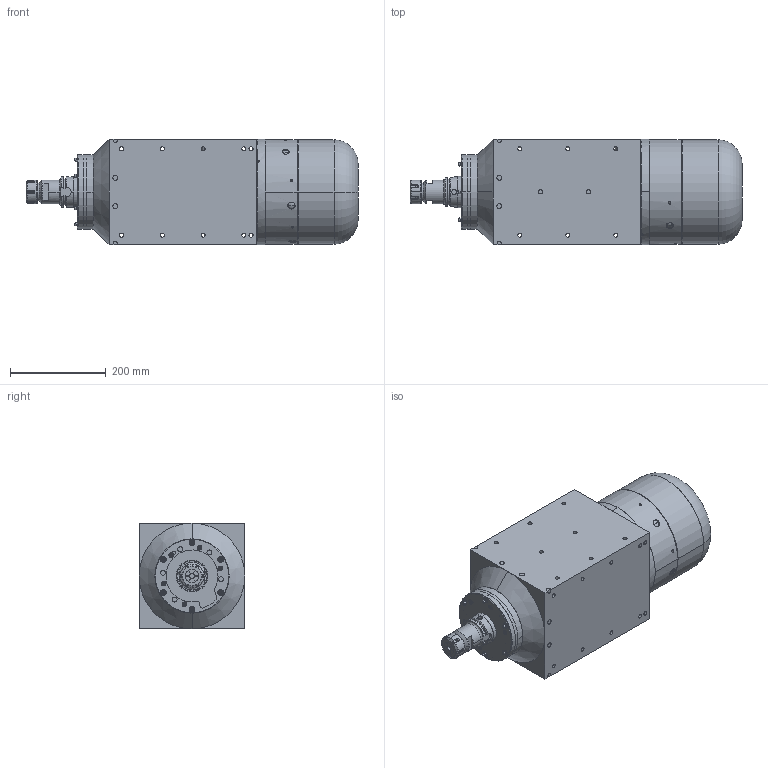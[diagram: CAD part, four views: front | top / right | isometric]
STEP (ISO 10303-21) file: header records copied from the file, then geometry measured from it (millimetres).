
FILE_DESCRIPTION (( 'STEP AP203' ), '1' );
FILE_NAME ('220A24HKPW-03A.STEP', '2009-06-17T07:32:57', ( 'IBAGCAD_7' ), ( 'IBAG Switzerland AG' ), 'SwSTEP 2.0', 'SolidWorks 2009', '' );
FILE_SCHEMA (( 'CONFIG_CONTROL_DESIGN' ));
Length unit declared in the file: millimetre
Products named in the file (1): 220A24HKPW-03A
Bounding box: 692.04 x 220 x 220 mm (x, y, z)
Surface area: 809692 mm2 (no closed solid volume)
Topology: 0 solids, 74 shells, 630 faces, 2239 edges, 1644 vertices
Faces by surface type: cylinder 294, plane 197, cone 71, torus 28, bspline 22, sphere 18
Entity records: 27657 total; most frequent: CARTESIAN_POINT 8466, DIRECTION 4190, ORIENTED_EDGE 3411, EDGE_CURVE 2209, AXIS2_PLACEMENT_3D 1700, VERTEX_POINT 1626, CIRCLE 1091, EDGE_LOOP 898
